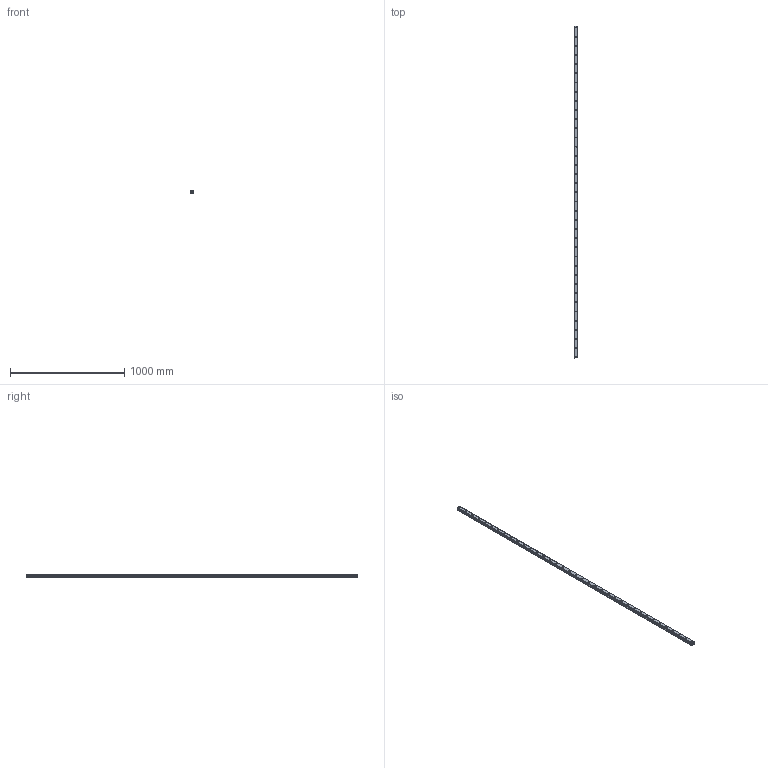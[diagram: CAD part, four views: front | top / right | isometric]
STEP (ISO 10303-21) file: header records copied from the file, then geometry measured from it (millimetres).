
FILE_DESCRIPTION(('STEP AP214'),'1');
FILE_NAME('cctmp_05457D5D-EDDB-4A30-897C-10B40783F1E6_2021_02_12_13_29_47_0261..stp','2021-02-12T12:29:47',('HIWIN GmbH'),('CADClick - www.CADClick.com'),'Spatial InterOp 3D',' ','unknown authorization');
FILE_SCHEMA(('AUTOMOTIVE_DESIGN'));
Length unit declared in the file: millimetre
Products named in the file (1): EGR35R2900C_FILE
Bounding box: 34 x 2900 x 27.5 mm (x, y, z)
Volume: 2281528.1 mm3; surface area: 407273 mm2
Topology: 1 solids, 1 shells, 440 faces, 969 edges, 646 vertices
Faces by surface type: cylinder 240, plane 200
Entity records: 15857 total; most frequent: DIRECTION 2331, CARTESIAN_POINT 2056, ORIENTED_EDGE 1938, EDGE_CURVE 969, AXIS2_PLACEMENT_3D 921, VERTEX_POINT 646, EDGE_LOOP 555, LINE 489
